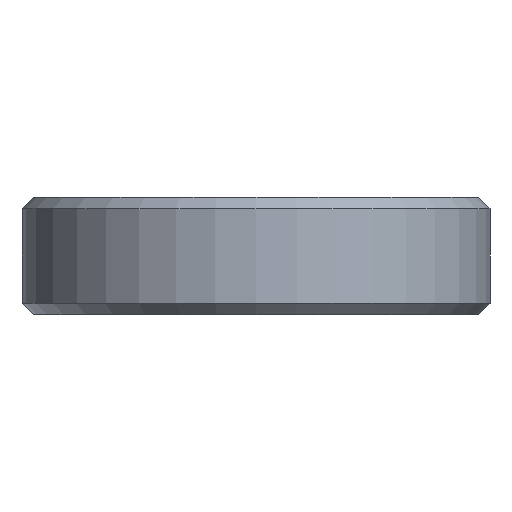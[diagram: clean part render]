
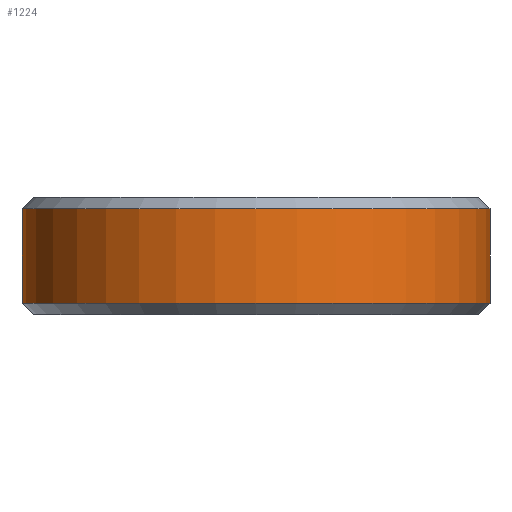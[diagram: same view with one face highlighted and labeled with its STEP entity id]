
A CAD part, left-side view. The second image highlights one B-rep face of the part: STEP entity #1224.
In plain terms, the highlighted cylindrical face has radius 6.25 mm (diameter 12.5 mm), a partial arc.
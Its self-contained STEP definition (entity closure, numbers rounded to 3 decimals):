
#144 = VERTEX_POINT('',#145);
#145 = CARTESIAN_POINT('',(0.,-6.25,0.3));
#161 = CONICAL_SURFACE('',#162,6.25,0.785);
#162 = AXIS2_PLACEMENT_3D('',#163,#164,#165);
#163 = CARTESIAN_POINT('',(0.,0.,0.3));
#164 = DIRECTION('',(0.,0.,1.));
#165 = DIRECTION('',(0.,1.,0.));
#187 = PLANE('',#188);
#188 = AXIS2_PLACEMENT_3D('',#189,#190,#191);
#189 = CARTESIAN_POINT('',(112.5,-6.25,0.));
#190 = DIRECTION('',(0.,-1.,0.));
#191 = DIRECTION('',(-1.,0.,0.));
#290 = PLANE('',#291);
#291 = AXIS2_PLACEMENT_3D('',#292,#293,#294);
#292 = CARTESIAN_POINT('',(112.5,6.25,0.));
#293 = DIRECTION('',(0.,-1.,0.));
#294 = DIRECTION('',(-1.,0.,0.));
#632 = VERTEX_POINT('',#633);
#633 = CARTESIAN_POINT('',(0.,6.25,0.3));
#679 = EDGE_CURVE('',#632,#144,#680,.T.);
#680 = SURFACE_CURVE('',#681,(#686,#693),.PCURVE_S1.);
#681 = CIRCLE('',#682,6.25);
#682 = AXIS2_PLACEMENT_3D('',#683,#684,#685);
#683 = CARTESIAN_POINT('',(0.,0.,0.3));
#684 = DIRECTION('',(0.,-0.,1.));
#685 = DIRECTION('',(0.,1.,0.));
#686 = PCURVE('',#161,#687);
#687 = DEFINITIONAL_REPRESENTATION('',(#688),#692);
#688 = LINE('',#689,#690);
#689 = CARTESIAN_POINT('',(0.,-0.));
#690 = VECTOR('',#691,1.);
#691 = DIRECTION('',(1.,-0.));
#692 = ( GEOMETRIC_REPRESENTATION_CONTEXT(2) 
PARAMETRIC_REPRESENTATION_CONTEXT() REPRESENTATION_CONTEXT('2D SPACE',''
  ) );
#693 = PCURVE('',#694,#699);
#694 = CYLINDRICAL_SURFACE('',#695,6.25);
#695 = AXIS2_PLACEMENT_3D('',#696,#697,#698);
#696 = CARTESIAN_POINT('',(0.,0.,0.));
#697 = DIRECTION('',(-0.,-0.,-1.));
#698 = DIRECTION('',(1.,0.,0.));
#699 = DEFINITIONAL_REPRESENTATION('',(#700),#704);
#700 = LINE('',#701,#702);
#701 = CARTESIAN_POINT('',(-1.571,-0.3));
#702 = VECTOR('',#703,1.);
#703 = DIRECTION('',(-1.,0.));
#704 = ( GEOMETRIC_REPRESENTATION_CONTEXT(2) 
PARAMETRIC_REPRESENTATION_CONTEXT() REPRESENTATION_CONTEXT('2D SPACE',''
  ) );
#713 = VERTEX_POINT('',#714);
#714 = CARTESIAN_POINT('',(0.,-6.25,2.825));
#740 = EDGE_CURVE('',#144,#713,#741,.T.);
#741 = SURFACE_CURVE('',#742,(#746,#753),.PCURVE_S1.);
#742 = LINE('',#743,#744);
#743 = CARTESIAN_POINT('',(0.,-6.25,0.));
#744 = VECTOR('',#745,1.);
#745 = DIRECTION('',(0.,0.,1.));
#746 = PCURVE('',#187,#747);
#747 = DEFINITIONAL_REPRESENTATION('',(#748),#752);
#748 = LINE('',#749,#750);
#749 = CARTESIAN_POINT('',(112.5,0.));
#750 = VECTOR('',#751,1.);
#751 = DIRECTION('',(0.,-1.));
#752 = ( GEOMETRIC_REPRESENTATION_CONTEXT(2) 
PARAMETRIC_REPRESENTATION_CONTEXT() REPRESENTATION_CONTEXT('2D SPACE',''
  ) );
#753 = PCURVE('',#694,#754);
#754 = DEFINITIONAL_REPRESENTATION('',(#755),#759);
#755 = LINE('',#756,#757);
#756 = CARTESIAN_POINT('',(-4.712,0.));
#757 = VECTOR('',#758,1.);
#758 = DIRECTION('',(-0.,-1.));
#759 = ( GEOMETRIC_REPRESENTATION_CONTEXT(2) 
PARAMETRIC_REPRESENTATION_CONTEXT() REPRESENTATION_CONTEXT('2D SPACE',''
  ) );
#849 = VERTEX_POINT('',#850);
#850 = CARTESIAN_POINT('',(0.,6.25,2.825));
#871 = EDGE_CURVE('',#632,#849,#872,.T.);
#872 = SURFACE_CURVE('',#873,(#877,#884),.PCURVE_S1.);
#873 = LINE('',#874,#875);
#874 = CARTESIAN_POINT('',(0.,6.25,0.));
#875 = VECTOR('',#876,1.);
#876 = DIRECTION('',(0.,0.,1.));
#877 = PCURVE('',#290,#878);
#878 = DEFINITIONAL_REPRESENTATION('',(#879),#883);
#879 = LINE('',#880,#881);
#880 = CARTESIAN_POINT('',(112.5,0.));
#881 = VECTOR('',#882,1.);
#882 = DIRECTION('',(0.,-1.));
#883 = ( GEOMETRIC_REPRESENTATION_CONTEXT(2) 
PARAMETRIC_REPRESENTATION_CONTEXT() REPRESENTATION_CONTEXT('2D SPACE',''
  ) );
#884 = PCURVE('',#694,#885);
#885 = DEFINITIONAL_REPRESENTATION('',(#886),#890);
#886 = LINE('',#887,#888);
#887 = CARTESIAN_POINT('',(-1.571,0.));
#888 = VECTOR('',#889,1.);
#889 = DIRECTION('',(-0.,-1.));
#890 = ( GEOMETRIC_REPRESENTATION_CONTEXT(2) 
PARAMETRIC_REPRESENTATION_CONTEXT() REPRESENTATION_CONTEXT('2D SPACE',''
  ) );
#1224 = ADVANCED_FACE('',(#1225),#694,.T.);
#1225 = FACE_BOUND('',#1226,.F.);
#1226 = EDGE_LOOP('',(#1227,#1228,#1255,#1256));
#1227 = ORIENTED_EDGE('',*,*,#871,.T.);
#1228 = ORIENTED_EDGE('',*,*,#1229,.T.);
#1229 = EDGE_CURVE('',#849,#713,#1230,.T.);
#1230 = SURFACE_CURVE('',#1231,(#1236,#1243),.PCURVE_S1.);
#1231 = CIRCLE('',#1232,6.25);
#1232 = AXIS2_PLACEMENT_3D('',#1233,#1234,#1235);
#1233 = CARTESIAN_POINT('',(0.,0.,2.825));
#1234 = DIRECTION('',(0.,-0.,1.));
#1235 = DIRECTION('',(0.,1.,0.));
#1236 = PCURVE('',#694,#1237);
#1237 = DEFINITIONAL_REPRESENTATION('',(#1238),#1242);
#1238 = LINE('',#1239,#1240);
#1239 = CARTESIAN_POINT('',(-1.571,-2.825));
#1240 = VECTOR('',#1241,1.);
#1241 = DIRECTION('',(-1.,0.));
#1242 = ( GEOMETRIC_REPRESENTATION_CONTEXT(2) 
PARAMETRIC_REPRESENTATION_CONTEXT() REPRESENTATION_CONTEXT('2D SPACE',''
  ) );
#1243 = PCURVE('',#1244,#1249);
#1244 = CONICAL_SURFACE('',#1245,6.25,0.785);
#1245 = AXIS2_PLACEMENT_3D('',#1246,#1247,#1248);
#1246 = CARTESIAN_POINT('',(0.,0.,2.825));
#1247 = DIRECTION('',(-0.,-0.,-1.));
#1248 = DIRECTION('',(0.,1.,0.));
#1249 = DEFINITIONAL_REPRESENTATION('',(#1250),#1254);
#1250 = LINE('',#1251,#1252);
#1251 = CARTESIAN_POINT('',(-0.,-0.));
#1252 = VECTOR('',#1253,1.);
#1253 = DIRECTION('',(-1.,-0.));
#1254 = ( GEOMETRIC_REPRESENTATION_CONTEXT(2) 
PARAMETRIC_REPRESENTATION_CONTEXT() REPRESENTATION_CONTEXT('2D SPACE',''
  ) );
#1255 = ORIENTED_EDGE('',*,*,#740,.F.);
#1256 = ORIENTED_EDGE('',*,*,#679,.F.);
